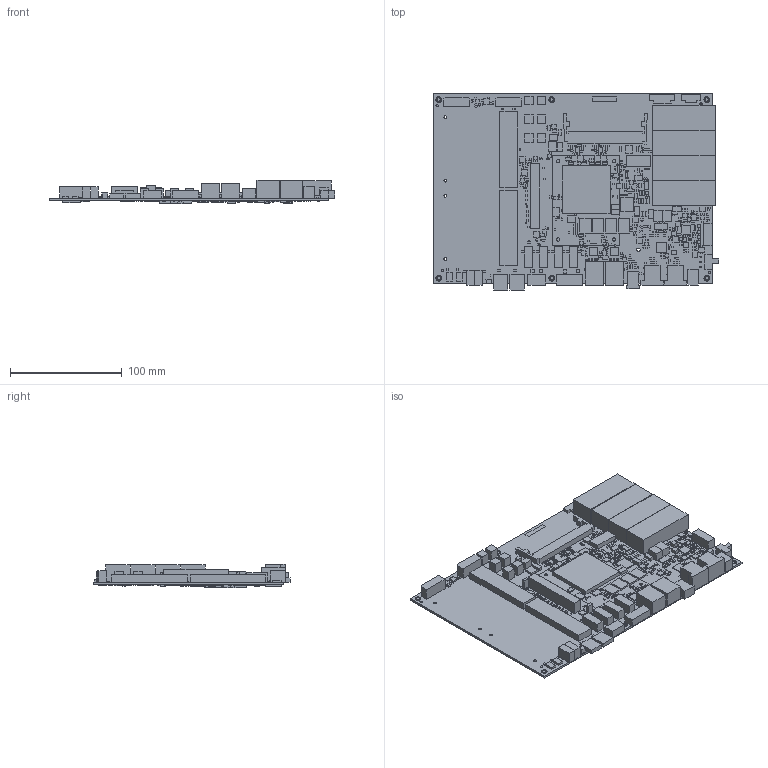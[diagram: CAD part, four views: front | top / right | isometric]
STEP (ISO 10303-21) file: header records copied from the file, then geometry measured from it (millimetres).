
FILE_DESCRIPTION(/* description */ ('PCB Design'),/* implementation_level */ '2;1');
FILE_NAME(/* name */ 'AXU19EG-2021-09-09-1153_16x',/* time_stamp */ '2022-07-08T11:49:37+08:00',/* author */ ('alinx'),/* organization */ (''),/* preprocessor_version */ 'ST-DEVELOPER v15',/* originating_system */ 'allegro_16.6-2015S099',/* authorisation */ '');
FILE_SCHEMA (('AUTOMOTIVE_DESIGN'));
Length unit declared in the file: millimetre
Products named in the file (104): AXU19EG-2021-09-09-1153_16X; BOARD; COMPONENTS; CC0402; SMD5036-DLW5ATN231TQ2; MT40A1G16RC-062E; QFN-28; R1206; CON2_1_27P; CON2_2_54P; SMA_P; 4-2337939-3-PCIE-98; SATA8981; ASP_134486_MAIN_FEMALE_S; TS-026-3_3D8; LED_D3_WX2; H2X1; HT3_81-4PL; HT3_81-6PL; TPS2051BDBV; SC70-6L; MICRO8; SOT-23; FUSE_1812; SS12D06G5; JTAG-10; FID_C40M80; MH_250H125; DC-JACK; LOGO; 0402; 6-TDFN-EP; DLW21SN900HQ2L; VQFN_3_5; USB3_AF_90_DUAL; MINI_DP_LC; D7343; DO-214AC; FPC100C047; FAN80X60 ...
Assembly tree (1484 placements, depth 3):
  AXU19EG-2021-09-09-1153_16X
    BOARD
    COMPONENTS
      CC0402  x604
      SMD5036-DLW5ATN231TQ2
      MT40A1G16RC-062E  x4
      QFN-28  x2
      R1206
      CON2_1_27P
      CON2_2_54P
      SMA_P  x6
      4-2337939-3-PCIE-98
      SATA8981  x2
      ASP_134486_MAIN_FEMALE_S  x2
      TS-026-3_3D8
      LED_D3_WX2  x2
      H2X1  x2
      HT3_81-4PL
      HT3_81-6PL
      TPS2051BDBV
      SC70-6L
      MICRO8
      SOT-23  x3
      FUSE_1812  x2
      SS12D06G5
      JTAG-10
      FID_C40M80  x8
      MH_250H125  x6
      DC-JACK
      LOGO
      0402  x3
      6-TDFN-EP
      DLW21SN900HQ2L  x8
      VQFN_3_5  x4
      USB3_AF_90_DUAL  x2
      MINI_DP_LC
      D7343  x10
      DO-214AC
      FPC100C047
      FAN80X60
      SOD-123
      L0603  x2
      CC0805  x84
      SOT23-5  x2
      OSC6-3225  x3
      SOIC_8  x3
      TSSOP_14
      QFN40  x2
      QFN76
      MINI_USB_DIP  x2
      LL0603  x26
      SOT23-3  x9
      R0805  x5
      TSSOP8  x5
      SON10  x5
      SOT3  x4
      8S1_SOIC8
      SOT23-6  x3
      L0805  x17
      QFN_7X7  x2
Bounding box: 255.79 x 175.39 x 21.11 mm (x, y, z)
Surface area: 179843.5 mm2 (no closed solid volume)
Topology: 0 solids, 1483 shells, 9692 faces, 21981 edges, 13452 vertices
Faces by surface type: plane 9020, cylinder 672
Entity records: 57204 total; most frequent: ORIENTED_EDGE 6828, CARTESIAN_POINT 6541, DIRECTION 6003, AXIS2_PLACEMENT_3D 5602, EDGE_CURVE 3836, VERTEX_POINT 3120, VECTOR 2544, LINE 2544
